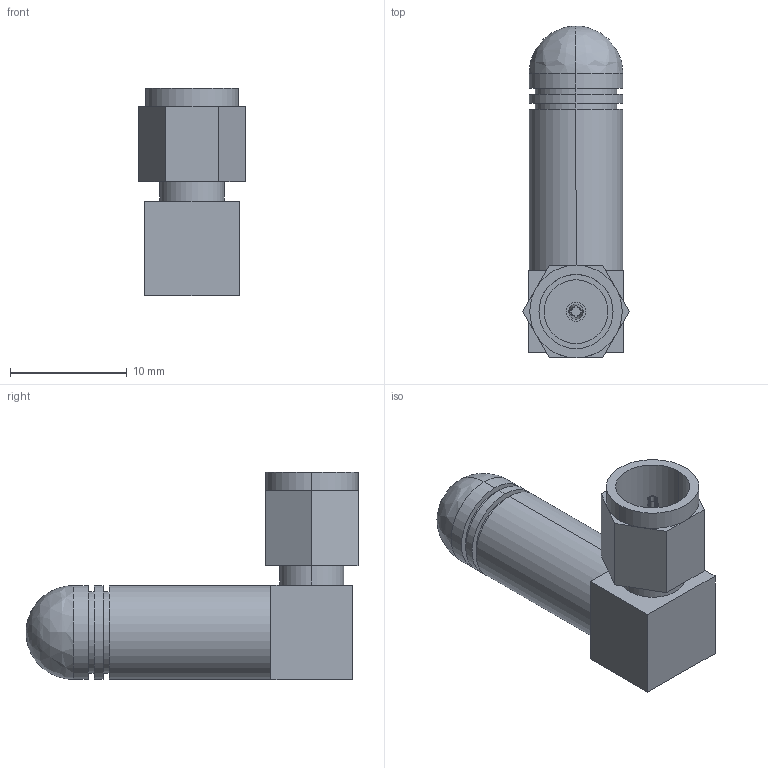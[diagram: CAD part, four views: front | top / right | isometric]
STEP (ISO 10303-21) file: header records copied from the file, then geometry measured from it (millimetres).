
FILE_DESCRIPTION (( 'STEP AP214' ), '1' );
FILE_NAME ('HG2400RDR90-RSP.STEP', '2010-08-17T14:35:04', ( 'x' ), ( 'Microsoft' ), 'SwSTEP 2.0', 'SolidWorks 2010', '' );
FILE_SCHEMA (( 'AUTOMOTIVE_DESIGN' ));
Length unit declared in the file: inch
Products named in the file (3): HG2400RDR90-RSP; HG2400RDR-RSP-MA1
Assembly tree (2 placements, depth 2):
  HG2400RDR90-RSP
    HG2400RDR-RSP-MA1
    HG2400RDR90-RSP
Bounding box: 9.15 x 28.44 x 17.81 mm (x, y, z)
Volume: 1709.6 mm3; surface area: 1384.5 mm2
Topology: 2 solids, 2 shells, 80 faces, 182 edges, 117 vertices
Faces by surface type: plane 44, cylinder 32, cone 2, bspline 2
Entity records: 2819 total; most frequent: CARTESIAN_POINT 478, DIRECTION 416, ORIENTED_EDGE 360, EDGE_CURVE 180, AXIS2_PLACEMENT_3D 163, VERTEX_POINT 117, EDGE_LOOP 93, LINE 90
